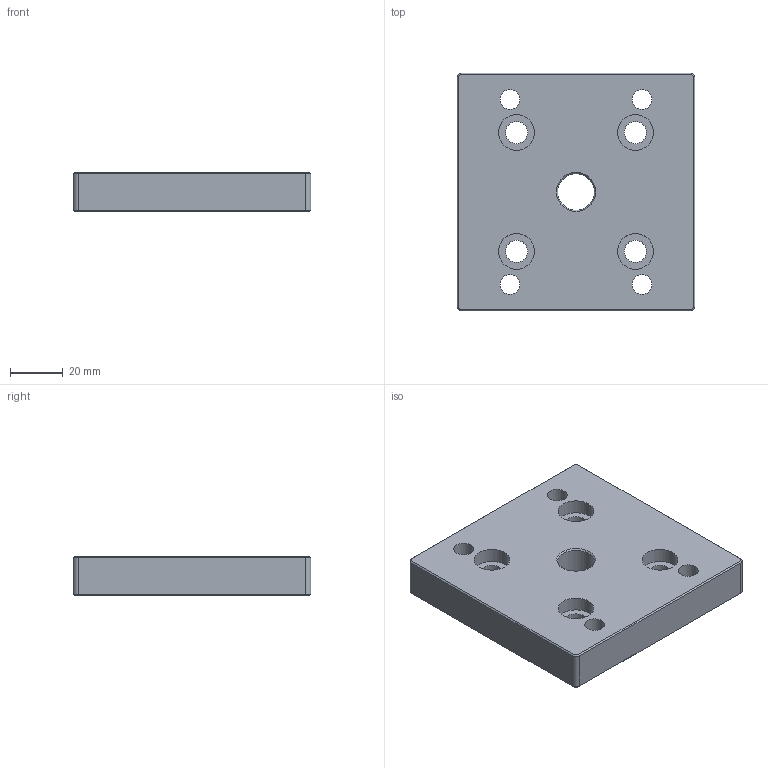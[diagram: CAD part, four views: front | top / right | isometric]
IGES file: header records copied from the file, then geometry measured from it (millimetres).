
Global section: file name: 529090.stp.ipt; native system: Autodesk Inventor 2014; preprocessor: unknown; author: zeman; date: 20151020.100044; units: millimetre
Bounding box: 90 x 90 x 15 mm (x, y, z)
Volume: 111187.9 mm3; surface area: 24211.4 mm2
Topology: 1 solids, 1 shells, 45 faces, 116 edges, 77 vertices
Faces by surface type: plane 18, revolution 15, cone 8, cylinder 4
